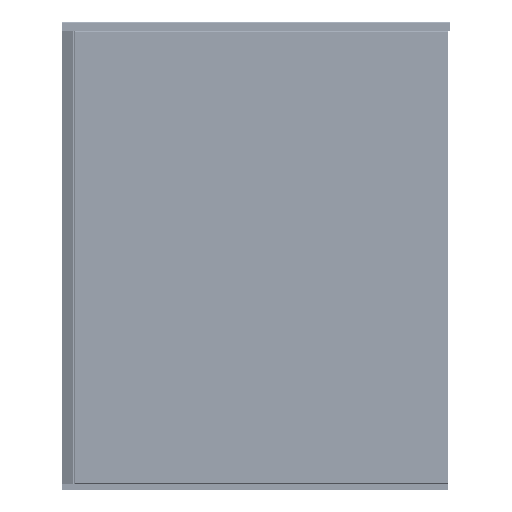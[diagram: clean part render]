
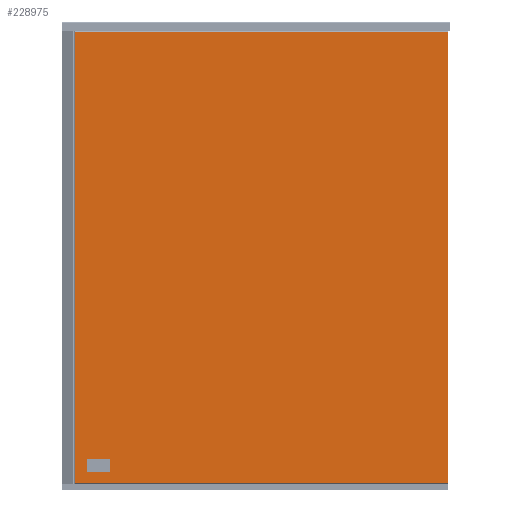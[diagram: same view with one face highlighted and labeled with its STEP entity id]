
A CAD part, left-side view. The second image highlights one B-rep face of the part: STEP entity #228975.
In plain terms, the highlighted free-form (B-spline) face has degree [1, 1] with [2, 2] control points.
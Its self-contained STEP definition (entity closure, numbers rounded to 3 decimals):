
#228682=CARTESIAN_POINT('',(1534.659,1035.316,582.5));
#228683=VERTEX_POINT('',#228682);
#228684=CARTESIAN_POINT('',(1534.659,1514.861,582.5));
#228685=VERTEX_POINT('',#228684);
#228686=CARTESIAN_POINT('',(1534.659,1035.316,582.5));
#228687=DIRECTION('',(0.0,1.0,0.0));
#228688=VECTOR('',#228687,479.545);
#228689=LINE('',#228686,#228688);
#228690=EDGE_CURVE('',#228683,#228685,#228689,.T.);
#228730=CARTESIAN_POINT('',(1534.659,1515.109,582.277));
#228731=VERTEX_POINT('',#228730);
#228732=CARTESIAN_POINT('',(1534.659,1514.861,582.5));
#228733=DIRECTION('',(0.0,0.743,-0.669));
#228734=VECTOR('',#228733,0.333);
#228735=LINE('',#228732,#228734);
#228736=EDGE_CURVE('',#228685,#228731,#228735,.T.);
#228769=CARTESIAN_POINT('',(1534.659,1515.109,0.723));
#228770=VERTEX_POINT('',#228769);
#228771=CARTESIAN_POINT('',(1534.659,1515.109,582.277));
#228772=DIRECTION('',(0.0,0.0,-1.0));
#228773=VECTOR('',#228772,581.555);
#228774=LINE('',#228771,#228773);
#228775=EDGE_CURVE('',#228731,#228770,#228774,.T.);
#228801=CARTESIAN_POINT('',(1534.659,1514.861,0.5));
#228802=VERTEX_POINT('',#228801);
#228809=CARTESIAN_POINT('',(1534.659,1515.109,0.723));
#228810=DIRECTION('',(0.0,-0.743,-0.669));
#228811=VECTOR('',#228810,0.333);
#228812=LINE('',#228809,#228811);
#228813=EDGE_CURVE('',#228770,#228802,#228812,.T.);
#228831=CARTESIAN_POINT('',(1534.659,1035.316,0.5));
#228832=VERTEX_POINT('',#228831);
#228839=CARTESIAN_POINT('',(1534.659,1514.861,0.5));
#228840=DIRECTION('',(0.0,-1.0,0.0));
#228841=VECTOR('',#228840,479.545);
#228842=LINE('',#228839,#228841);
#228843=EDGE_CURVE('',#228802,#228832,#228842,.T.);
#228856=CARTESIAN_POINT('',(1534.659,1035.109,0.707));
#228857=VERTEX_POINT('',#228856);
#228864=CARTESIAN_POINT('',(1534.659,1035.316,0.5));
#228865=DIRECTION('',(0.0,-0.707,0.707));
#228866=VECTOR('',#228865,0.293);
#228867=LINE('',#228864,#228866);
#228868=EDGE_CURVE('',#228832,#228857,#228867,.T.);
#228880=CARTESIAN_POINT('',(1534.659,1035.109,582.293));
#228881=VERTEX_POINT('',#228880);
#228888=CARTESIAN_POINT('',(1534.659,1035.109,0.707));
#228889=DIRECTION('',(0.0,0.0,1.0));
#228890=VECTOR('',#228889,581.586);
#228891=LINE('',#228888,#228890);
#228892=EDGE_CURVE('',#228857,#228881,#228891,.T.);
#228910=CARTESIAN_POINT('',(1534.659,1035.109,582.293));
#228911=DIRECTION('',(0.0,0.707,0.707));
#228912=VECTOR('',#228911,0.293);
#228913=LINE('',#228910,#228912);
#228914=EDGE_CURVE('',#228881,#228683,#228913,.T.);
#228960=CARTESIAN_POINT('',(1534.659,1515.109,0.5));
#228961=CARTESIAN_POINT('',(1534.659,1035.109,0.5));
#228962=CARTESIAN_POINT('',(1534.659,1515.109,582.5));
#228963=CARTESIAN_POINT('',(1534.659,1035.109,582.5));
#228964=B_SPLINE_SURFACE_WITH_KNOTS('',1,1,((#228960,#228962),(#228961,#228963)),.UNSPECIFIED.,.F.,.F.,.U.,(2,2),(2,2),(0.0,480.),(0.0,582.),.UNSPECIFIED.);
#228965=ORIENTED_EDGE('',*,*,#228690,.T.);
#228966=ORIENTED_EDGE('',*,*,#228736,.T.);
#228967=ORIENTED_EDGE('',*,*,#228775,.T.);
#228968=ORIENTED_EDGE('',*,*,#228813,.T.);
#228969=ORIENTED_EDGE('',*,*,#228843,.T.);
#228970=ORIENTED_EDGE('',*,*,#228868,.T.);
#228971=ORIENTED_EDGE('',*,*,#228892,.T.);
#228972=ORIENTED_EDGE('',*,*,#228914,.T.);
#228973=EDGE_LOOP('',(#228965,#228966,#228967,#228968,#228969,#228970,#228971,#228972));
#228974=FACE_OUTER_BOUND('',#228973,.T.);
#228975=ADVANCED_FACE('',(#228974),#228964,.T.);
